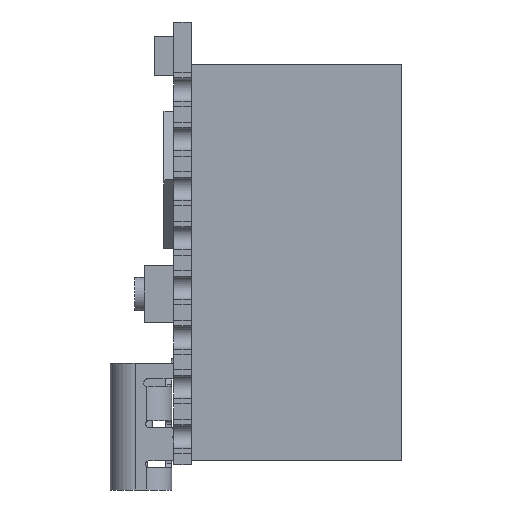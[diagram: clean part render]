
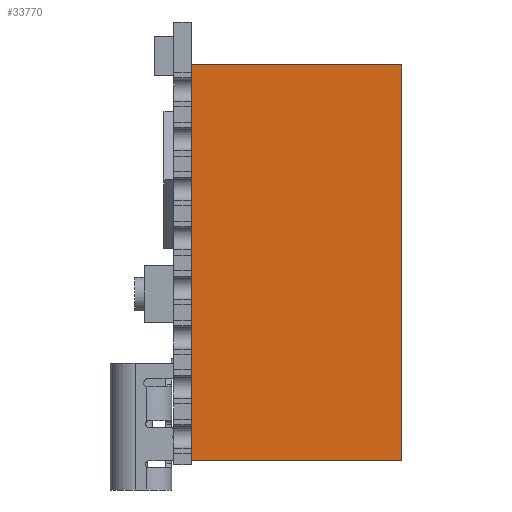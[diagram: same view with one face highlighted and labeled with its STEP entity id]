
A CAD part, left-side view. The second image highlights one B-rep face of the part: STEP entity #33770.
In plain terms, the highlighted planar face has unit normal (-1, 0, 0).
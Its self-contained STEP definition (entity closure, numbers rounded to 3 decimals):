
#33745 = VERTEX_POINT('',#33746);
#33746 = CARTESIAN_POINT('',(-8.77,-10.8,9.16));
#33752 = EDGE_CURVE('',#33753,#33745,#33755,.T.);
#33753 = VERTEX_POINT('',#33754);
#33754 = CARTESIAN_POINT('',(-8.77,0.,9.16));
#33755 = LINE('',#33756,#33757);
#33756 = CARTESIAN_POINT('',(-8.77,0.,9.16));
#33757 = VECTOR('',#33758,1.);
#33758 = DIRECTION('',(0.,-1.,0.));
#33770 = ADVANCED_FACE('',(#33771),#33796,.F.);
#33771 = FACE_BOUND('',#33772,.F.);
#33772 = EDGE_LOOP('',(#33773,#33774,#33782,#33790));
#33773 = ORIENTED_EDGE('',*,*,#33752,.T.);
#33774 = ORIENTED_EDGE('',*,*,#33775,.T.);
#33775 = EDGE_CURVE('',#33745,#33776,#33778,.T.);
#33776 = VERTEX_POINT('',#33777);
#33777 = CARTESIAN_POINT('',(-8.77,-10.8,-11.16));
#33778 = LINE('',#33779,#33780);
#33779 = CARTESIAN_POINT('',(-8.77,-10.8,9.16));
#33780 = VECTOR('',#33781,1.);
#33781 = DIRECTION('',(0.,0.,-1.));
#33782 = ORIENTED_EDGE('',*,*,#33783,.F.);
#33783 = EDGE_CURVE('',#33784,#33776,#33786,.T.);
#33784 = VERTEX_POINT('',#33785);
#33785 = CARTESIAN_POINT('',(-8.77,0.,-11.16));
#33786 = LINE('',#33787,#33788);
#33787 = CARTESIAN_POINT('',(-8.77,0.,-11.16));
#33788 = VECTOR('',#33789,1.);
#33789 = DIRECTION('',(0.,-1.,0.));
#33790 = ORIENTED_EDGE('',*,*,#33791,.F.);
#33791 = EDGE_CURVE('',#33753,#33784,#33792,.T.);
#33792 = LINE('',#33793,#33794);
#33793 = CARTESIAN_POINT('',(-8.77,0.,9.16));
#33794 = VECTOR('',#33795,1.);
#33795 = DIRECTION('',(0.,0.,-1.));
#33796 = PLANE('',#33797);
#33797 = AXIS2_PLACEMENT_3D('',#33798,#33799,#33800);
#33798 = CARTESIAN_POINT('',(-8.77,0.,9.16));
#33799 = DIRECTION('',(1.,0.,0.));
#33800 = DIRECTION('',(0.,0.,-1.));
